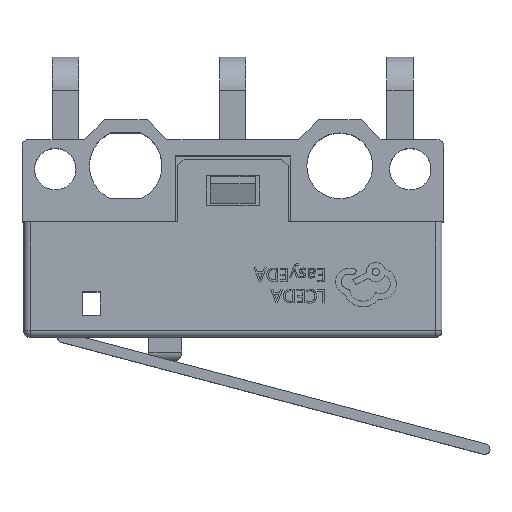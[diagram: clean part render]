
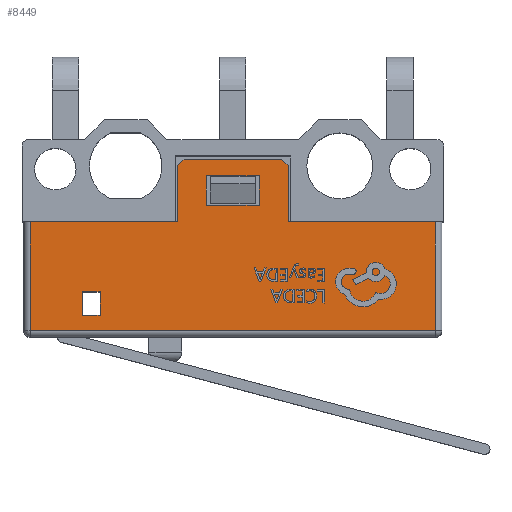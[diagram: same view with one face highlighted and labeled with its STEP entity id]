
A CAD part, top view. The second image highlights one B-rep face of the part: STEP entity #8449.
In plain terms, the highlighted planar face has unit normal (0, 0, 1).
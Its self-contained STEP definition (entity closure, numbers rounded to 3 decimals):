
#309=FACE_BOUND('',#1346,.T.);
#310=FACE_BOUND('',#1347,.T.);
#461=PLANE('',#8967);
#864=FACE_OUTER_BOUND('',#1345,.T.);
#1345=EDGE_LOOP('',(#6198,#6199,#6200,#6201,#6202,#6203,#6204,#6205,#6206,
#6207,#6208,#6209));
#1346=EDGE_LOOP('',(#6210,#6211,#6212,#6213));
#1347=EDGE_LOOP('',(#6214,#6215,#6216,#6217));
#1893=LINE('',#11818,#2851);
#1895=LINE('',#11823,#2853);
#1936=LINE('',#11911,#2894);
#1954=LINE('',#11959,#2912);
#1989=LINE('',#12038,#2947);
#1990=LINE('',#12040,#2948);
#1991=LINE('',#12042,#2949);
#1992=LINE('',#12044,#2950);
#1993=LINE('',#12045,#2951);
#1994=LINE('',#12047,#2952);
#1995=LINE('',#12049,#2953);
#1996=LINE('',#12050,#2954);
#1997=LINE('',#12053,#2955);
#1998=LINE('',#12055,#2956);
#1999=LINE('',#12057,#2957);
#2000=LINE('',#12058,#2958);
#2001=LINE('',#12061,#2959);
#2002=LINE('',#12063,#2960);
#2003=LINE('',#12065,#2961);
#2004=LINE('',#12066,#2962);
#2851=VECTOR('',#9582,1.);
#2853=VECTOR('',#9586,1.);
#2894=VECTOR('',#9645,1.);
#2912=VECTOR('',#9683,1.);
#2947=VECTOR('',#9772,1.);
#2948=VECTOR('',#9773,1.);
#2949=VECTOR('',#9774,1.);
#2950=VECTOR('',#9775,1.);
#2951=VECTOR('',#9776,1.);
#2952=VECTOR('',#9777,1.);
#2953=VECTOR('',#9778,1.);
#2954=VECTOR('',#9779,1.);
#2955=VECTOR('',#9780,1.);
#2956=VECTOR('',#9781,1.);
#2957=VECTOR('',#9782,1.);
#2958=VECTOR('',#9783,1.);
#2959=VECTOR('',#9784,1.);
#2960=VECTOR('',#9785,1.);
#2961=VECTOR('',#9786,1.);
#2962=VECTOR('',#9787,1.);
#3886=VERTEX_POINT('',#11814);
#3887=VERTEX_POINT('',#11816);
#3888=VERTEX_POINT('',#11820);
#3889=VERTEX_POINT('',#11822);
#3927=VERTEX_POINT('',#11910);
#3947=VERTEX_POINT('',#11957);
#3964=VERTEX_POINT('',#12037);
#3965=VERTEX_POINT('',#12039);
#3966=VERTEX_POINT('',#12041);
#3967=VERTEX_POINT('',#12043);
#3968=VERTEX_POINT('',#12046);
#3969=VERTEX_POINT('',#12048);
#3970=VERTEX_POINT('',#12051);
#3971=VERTEX_POINT('',#12052);
#3972=VERTEX_POINT('',#12054);
#3973=VERTEX_POINT('',#12056);
#3974=VERTEX_POINT('',#12059);
#3975=VERTEX_POINT('',#12060);
#3976=VERTEX_POINT('',#12062);
#3977=VERTEX_POINT('',#12064);
#4727=EDGE_CURVE('',#3886,#3887,#1893,.T.);
#4729=EDGE_CURVE('',#3889,#3888,#1895,.T.);
#4774=EDGE_CURVE('',#3927,#3889,#1936,.T.);
#4800=EDGE_CURVE('',#3887,#3947,#1954,.T.);
#4839=EDGE_CURVE('',#3964,#3888,#1989,.T.);
#4840=EDGE_CURVE('',#3964,#3965,#1990,.T.);
#4841=EDGE_CURVE('',#3966,#3965,#1991,.T.);
#4842=EDGE_CURVE('',#3966,#3967,#1992,.T.);
#4843=EDGE_CURVE('',#3886,#3967,#1993,.T.);
#4844=EDGE_CURVE('',#3947,#3968,#1994,.T.);
#4845=EDGE_CURVE('',#3968,#3969,#1995,.T.);
#4846=EDGE_CURVE('',#3969,#3927,#1996,.T.);
#4847=EDGE_CURVE('',#3970,#3971,#1997,.T.);
#4848=EDGE_CURVE('',#3971,#3972,#1998,.T.);
#4849=EDGE_CURVE('',#3972,#3973,#1999,.T.);
#4850=EDGE_CURVE('',#3973,#3970,#2000,.T.);
#4851=EDGE_CURVE('',#3974,#3975,#2001,.T.);
#4852=EDGE_CURVE('',#3976,#3974,#2002,.T.);
#4853=EDGE_CURVE('',#3977,#3976,#2003,.T.);
#4854=EDGE_CURVE('',#3975,#3977,#2004,.T.);
#6198=ORIENTED_EDGE('',*,*,#4839,.F.);
#6199=ORIENTED_EDGE('',*,*,#4840,.T.);
#6200=ORIENTED_EDGE('',*,*,#4841,.F.);
#6201=ORIENTED_EDGE('',*,*,#4842,.T.);
#6202=ORIENTED_EDGE('',*,*,#4843,.F.);
#6203=ORIENTED_EDGE('',*,*,#4727,.T.);
#6204=ORIENTED_EDGE('',*,*,#4800,.T.);
#6205=ORIENTED_EDGE('',*,*,#4844,.T.);
#6206=ORIENTED_EDGE('',*,*,#4845,.T.);
#6207=ORIENTED_EDGE('',*,*,#4846,.T.);
#6208=ORIENTED_EDGE('',*,*,#4774,.T.);
#6209=ORIENTED_EDGE('',*,*,#4729,.T.);
#6210=ORIENTED_EDGE('',*,*,#4847,.T.);
#6211=ORIENTED_EDGE('',*,*,#4848,.T.);
#6212=ORIENTED_EDGE('',*,*,#4849,.T.);
#6213=ORIENTED_EDGE('',*,*,#4850,.T.);
#6214=ORIENTED_EDGE('',*,*,#4851,.F.);
#6215=ORIENTED_EDGE('',*,*,#4852,.F.);
#6216=ORIENTED_EDGE('',*,*,#4853,.F.);
#6217=ORIENTED_EDGE('',*,*,#4854,.F.);
#8449=ADVANCED_FACE('',(#864,#309,#310),#461,.F.);
#8967=AXIS2_PLACEMENT_3D('',#12036,#9770,#9771);
#9582=DIRECTION('',(-1.,0.,0.));
#9586=DIRECTION('',(-1.,0.,0.));
#9645=DIRECTION('',(-1.,0.,0.));
#9683=DIRECTION('',(-1.,0.,0.));
#9770=DIRECTION('center_axis',(0.,0.,-1.));
#9771=DIRECTION('ref_axis',(0.,1.,0.));
#9772=DIRECTION('',(0.,-1.,0.));
#9773=DIRECTION('',(-0.707,0.707,0.));
#9774=DIRECTION('',(1.,0.,0.));
#9775=DIRECTION('',(-0.707,-0.707,0.));
#9776=DIRECTION('',(0.,1.,0.));
#9777=DIRECTION('',(0.,-1.,0.));
#9778=DIRECTION('',(1.,0.,0.));
#9779=DIRECTION('',(0.,1.,0.));
#9780=DIRECTION('',(0.,1.,0.));
#9781=DIRECTION('',(1.,0.,0.));
#9782=DIRECTION('',(0.,-1.,0.));
#9783=DIRECTION('',(-1.,0.,0.));
#9784=DIRECTION('',(1.,0.,0.));
#9785=DIRECTION('',(0.,-1.,0.));
#9786=DIRECTION('',(-1.,0.,0.));
#9787=DIRECTION('',(0.,1.,0.));
#11814=CARTESIAN_POINT('',(-1.663,-4.72,6.01));
#11816=CARTESIAN_POINT('',(-1.733,-4.72,6.01));
#11818=CARTESIAN_POINT('',(-6.333,-4.72,6.01));
#11820=CARTESIAN_POINT('',(1.697,-4.72,6.01));
#11822=CARTESIAN_POINT('',(1.767,-4.72,6.01));
#11823=CARTESIAN_POINT('',(-6.333,-4.72,6.01));
#11910=CARTESIAN_POINT('',(6.167,-4.72,6.01));
#11911=CARTESIAN_POINT('',(-6.333,-4.72,6.01));
#11957=CARTESIAN_POINT('',(-6.133,-4.72,6.01));
#11959=CARTESIAN_POINT('',(-6.333,-4.72,6.01));
#12036=CARTESIAN_POINT('Origin',(-6.333,-8.22,6.01));
#12037=CARTESIAN_POINT('',(1.697,-3.017,6.01));
#12038=CARTESIAN_POINT('',(1.697,-4.72,6.01));
#12039=CARTESIAN_POINT('',(1.497,-2.817,6.01));
#12040=CARTESIAN_POINT('',(1.497,-2.817,6.01));
#12041=CARTESIAN_POINT('',(-1.463,-2.817,6.01));
#12042=CARTESIAN_POINT('',(1.697,-2.817,6.01));
#12043=CARTESIAN_POINT('',(-1.663,-3.017,6.01));
#12044=CARTESIAN_POINT('',(-1.663,-3.017,6.01));
#12045=CARTESIAN_POINT('',(-1.663,-2.817,6.01));
#12046=CARTESIAN_POINT('',(-6.133,-8.02,6.01));
#12047=CARTESIAN_POINT('',(-6.133,-8.22,6.01));
#12048=CARTESIAN_POINT('',(6.167,-8.02,6.01));
#12049=CARTESIAN_POINT('',(6.367,-8.02,6.01));
#12050=CARTESIAN_POINT('',(6.167,-8.22,6.01));
#12051=CARTESIAN_POINT('',(-0.785,-4.223,6.01));
#12052=CARTESIAN_POINT('',(-0.785,-3.315,6.01));
#12053=CARTESIAN_POINT('',(-0.785,-3.315,6.01));
#12054=CARTESIAN_POINT('',(0.819,-3.315,6.01));
#12055=CARTESIAN_POINT('',(0.819,-3.315,6.01));
#12056=CARTESIAN_POINT('',(0.819,-4.223,6.01));
#12057=CARTESIAN_POINT('',(0.819,-4.223,6.01));
#12058=CARTESIAN_POINT('',(-0.785,-4.223,6.01));
#12059=CARTESIAN_POINT('',(-4.555,-7.555,6.01));
#12060=CARTESIAN_POINT('',(-4.011,-7.555,6.01));
#12061=CARTESIAN_POINT('',(-4.011,-7.555,6.01));
#12062=CARTESIAN_POINT('',(-4.555,-6.843,6.01));
#12063=CARTESIAN_POINT('',(-4.555,-7.555,6.01));
#12064=CARTESIAN_POINT('',(-4.011,-6.843,6.01));
#12065=CARTESIAN_POINT('',(-4.011,-6.843,6.01));
#12066=CARTESIAN_POINT('',(-4.011,-7.555,6.01));
